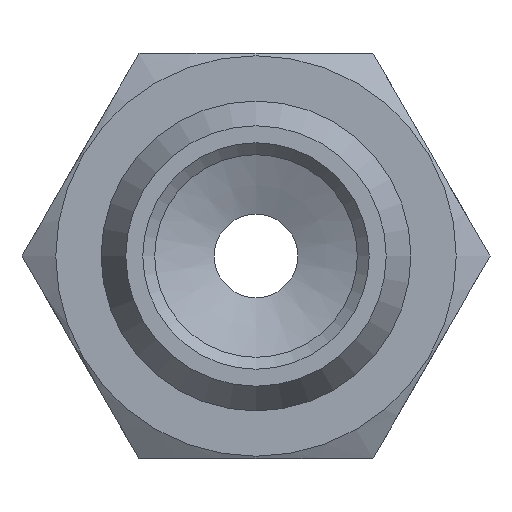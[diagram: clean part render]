
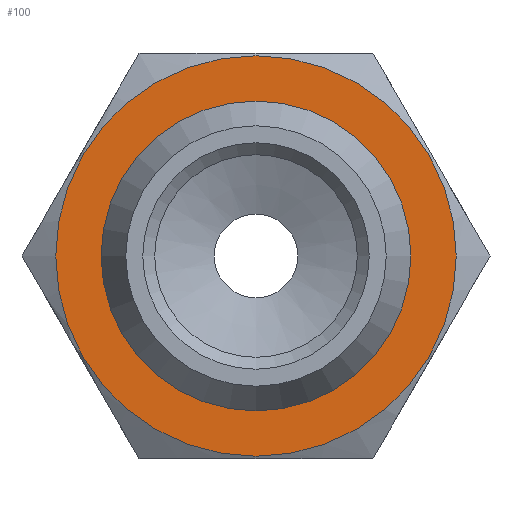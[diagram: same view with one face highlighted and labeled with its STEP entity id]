
A CAD part, front view. The second image highlights one B-rep face of the part: STEP entity #100.
In plain terms, the highlighted planar face has unit normal (0, -1, 0).
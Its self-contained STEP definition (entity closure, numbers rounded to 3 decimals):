
#100 = ADVANCED_FACE( 'NONE', ( #173, #174 ), #175, .T. );
#173 = FACE_OUTER_BOUND( '', #248, .T. );
#174 = FACE_BOUND( '', #249, .T. );
#175 = PLANE( '', #250 );
#248 = EDGE_LOOP( '', ( #406 ) );
#249 = EDGE_LOOP( '', ( #407 ) );
#250 = AXIS2_PLACEMENT_3D( '', #408, #409, #410 );
#406 = ORIENTED_EDGE( '', *, *, #437, .T. );
#407 = ORIENTED_EDGE( '', *, *, #446, .F. );
#408 = CARTESIAN_POINT( '', ( 8.4, 8., 0. ) );
#409 = DIRECTION( '', ( 0., -1., 0. ) );
#410 = DIRECTION( '', ( 0., 0., -1. ) );
#437 = EDGE_CURVE( 'NONE', #496, #496, #497, .T. );
#446 = EDGE_CURVE( 'NONE', #511, #511, #512, .T. );
#496 = VERTEX_POINT( '', #672 );
#497 = CIRCLE( '', #673, 8.4 );
#511 = VERTEX_POINT( '', #690 );
#512 = CIRCLE( '', #691, 6.5 );
#672 = CARTESIAN_POINT( '', ( 0., 8., -8.4 ) );
#673 = AXIS2_PLACEMENT_3D( '', #723, #724, #725 );
#690 = CARTESIAN_POINT( '', ( 0., 8., -6.5 ) );
#691 = AXIS2_PLACEMENT_3D( '', #744, #745, #746 );
#723 = CARTESIAN_POINT( '', ( 0., 8., 0. ) );
#724 = DIRECTION( '', ( 0., -1., 0. ) );
#725 = DIRECTION( '', ( 0., 0., -1. ) );
#744 = CARTESIAN_POINT( '', ( 0., 8., 0. ) );
#745 = DIRECTION( '', ( 0., -1., 0. ) );
#746 = DIRECTION( '', ( 0., 0., -1. ) );
